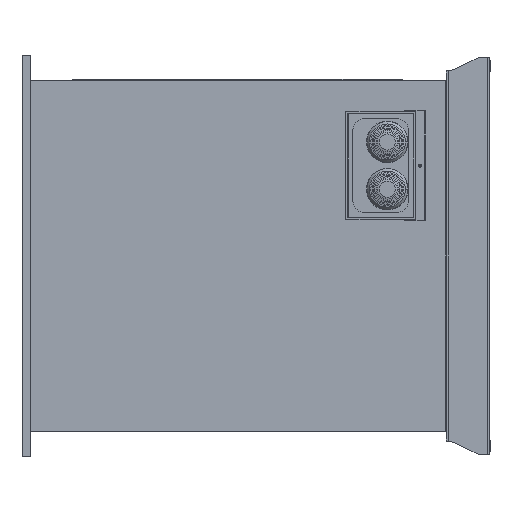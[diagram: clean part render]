
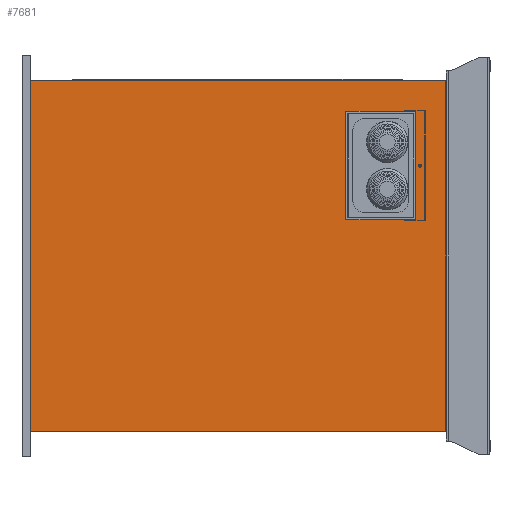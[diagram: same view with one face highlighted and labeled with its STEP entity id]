
A CAD part, left-side view. The second image highlights one B-rep face of the part: STEP entity #7681.
In plain terms, the highlighted planar face has unit normal (-1, 0, 0).
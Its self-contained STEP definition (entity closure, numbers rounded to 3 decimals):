
#60 = EDGE_CURVE ( 'NONE', #2023, #4606, #2501, .T. ) ;
#233 = ORIENTED_EDGE ( 'NONE', *, *, #5172, .T. ) ;
#321 = CARTESIAN_POINT ( 'NONE',  ( -517.5, 949.7, 402.5 ) ) ;
#630 = CARTESIAN_POINT ( 'NONE',  ( -517.5, -1.5, 402.5 ) ) ;
#644 = CARTESIAN_POINT ( 'NONE',  ( -517.5, 228.5, 331. ) ) ;
#648 = CARTESIAN_POINT ( 'NONE',  ( -517.5, -1.5, -402.5 ) ) ;
#921 = CARTESIAN_POINT ( 'NONE',  ( -517.5, 949.7, 402.5 ) ) ;
#1167 = CARTESIAN_POINT ( 'NONE',  ( -517.5, -1.5, 402.5 ) ) ;
#1309 = VERTEX_POINT ( 'NONE', #8603 ) ;
#1435 = CARTESIAN_POINT ( 'NONE',  ( -517.5, 228.5, 83. ) ) ;
#1474 = EDGE_LOOP ( 'NONE', ( #8205, #4251, #8352, #8520 ) ) ;
#1657 = FACE_OUTER_BOUND ( 'NONE', #2043, .T. ) ;
#1663 = DIRECTION ( 'NONE',  ( 0., -1., 0. ) ) ;
#1691 = CARTESIAN_POINT ( 'NONE',  ( -517.5, -1.5, 402.5 ) ) ;
#1707 = VECTOR ( 'NONE', #6605, 1000. ) ;
#1914 = VERTEX_POINT ( 'NONE', #1435 ) ;
#2023 = VERTEX_POINT ( 'NONE', #921 ) ;
#2043 = EDGE_LOOP ( 'NONE', ( #233, #6204, #8305, #6703 ) ) ;
#2217 = EDGE_CURVE ( 'NONE', #6508, #1309, #6626, .T. ) ;
#2501 = LINE ( 'NONE', #321, #6559 ) ;
#2707 = LINE ( 'NONE', #1167, #6875 ) ;
#2717 = DIRECTION ( 'NONE',  ( 1., 0., 0. ) ) ;
#2719 = AXIS2_PLACEMENT_3D ( 'NONE', #4773, #2717, #5463 ) ;
#3090 = EDGE_CURVE ( 'NONE', #1914, #7586, #7042, .T. ) ;
#3167 = DIRECTION ( 'NONE',  ( 0., 0., -1. ) ) ;
#3223 = CARTESIAN_POINT ( 'NONE',  ( -517.5, 68.5, 93. ) ) ;
#3264 = VECTOR ( 'NONE', #7332, 1000. ) ;
#3876 = DIRECTION ( 'NONE',  ( 0., 0., -1. ) ) ;
#3884 = CARTESIAN_POINT ( 'NONE',  ( -517.5, 228.5, 321. ) ) ;
#4029 = CARTESIAN_POINT ( 'NONE',  ( -517.5, 949.7, -402.5 ) ) ;
#4099 = EDGE_CURVE ( 'NONE', #7586, #6508, #8720, .T. ) ;
#4130 = VECTOR ( 'NONE', #8732, 1000. ) ;
#4208 = LINE ( 'NONE', #1691, #6679 ) ;
#4251 = ORIENTED_EDGE ( 'NONE', *, *, #3090, .T. ) ;
#4344 = EDGE_CURVE ( 'NONE', #1309, #1914, #7855, .T. ) ;
#4468 = VERTEX_POINT ( 'NONE', #630 ) ;
#4606 = VERTEX_POINT ( 'NONE', #4029 ) ;
#4773 = CARTESIAN_POINT ( 'NONE',  ( -517.5, -1.5, 402.5 ) ) ;
#5172 = EDGE_CURVE ( 'NONE', #4606, #8227, #8811, .T. ) ;
#5196 = CARTESIAN_POINT ( 'NONE',  ( -517.5, 218.5, 83. ) ) ;
#5400 = DIRECTION ( 'NONE',  ( 0., -1., 0. ) ) ;
#5463 = DIRECTION ( 'NONE',  ( 0., 0., -1. ) ) ;
#5617 = VECTOR ( 'NONE', #5400, 1000. ) ;
#5966 = CARTESIAN_POINT ( 'NONE',  ( -517.5, 78.5, 331. ) ) ;
#6128 = PLANE ( 'NONE',  #2719 ) ;
#6204 = ORIENTED_EDGE ( 'NONE', *, *, #8796, .F. ) ;
#6508 = VERTEX_POINT ( 'NONE', #6536 ) ;
#6536 = CARTESIAN_POINT ( 'NONE',  ( -517.5, 68.5, 331. ) ) ;
#6559 = VECTOR ( 'NONE', #3167, 1000. ) ;
#6605 = DIRECTION ( 'NONE',  ( 0., 0., 1. ) ) ;
#6626 = LINE ( 'NONE', #3223, #6742 ) ;
#6679 = VECTOR ( 'NONE', #1663, 1000. ) ;
#6703 = ORIENTED_EDGE ( 'NONE', *, *, #60, .T. ) ;
#6742 = VECTOR ( 'NONE', #3876, 1000. ) ;
#6875 = VECTOR ( 'NONE', #8614, 1000. ) ;
#7042 = LINE ( 'NONE', #3884, #1707 ) ;
#7332 = DIRECTION ( 'NONE',  ( 0., 1., 0. ) ) ;
#7417 = EDGE_CURVE ( 'NONE', #2023, #4468, #4208, .T. ) ;
#7472 = CARTESIAN_POINT ( 'NONE',  ( -517.5, -1.5, -402.5 ) ) ;
#7586 = VERTEX_POINT ( 'NONE', #644 ) ;
#7681 = ADVANCED_FACE ( 'NONE', ( #1657, #8680 ), #6128, .F. ) ;
#7855 = LINE ( 'NONE', #5196, #3264 ) ;
#8205 = ORIENTED_EDGE ( 'NONE', *, *, #4344, .T. ) ;
#8227 = VERTEX_POINT ( 'NONE', #7472 ) ;
#8305 = ORIENTED_EDGE ( 'NONE', *, *, #7417, .F. ) ;
#8352 = ORIENTED_EDGE ( 'NONE', *, *, #4099, .T. ) ;
#8520 = ORIENTED_EDGE ( 'NONE', *, *, #2217, .T. ) ;
#8603 = CARTESIAN_POINT ( 'NONE',  ( -517.5, 68.5, 83. ) ) ;
#8614 = DIRECTION ( 'NONE',  ( 0., 0., -1. ) ) ;
#8680 = FACE_BOUND ( 'NONE', #1474, .T. ) ;
#8720 = LINE ( 'NONE', #5966, #4130 ) ;
#8732 = DIRECTION ( 'NONE',  ( 0., -1., 0. ) ) ;
#8796 = EDGE_CURVE ( 'NONE', #4468, #8227, #2707, .T. ) ;
#8811 = LINE ( 'NONE', #648, #5617 ) ;
